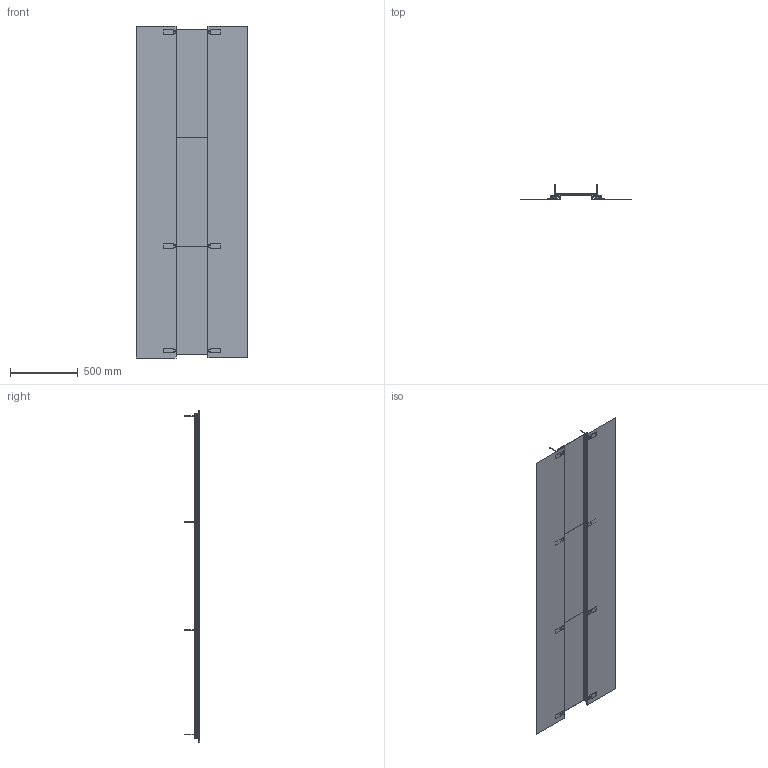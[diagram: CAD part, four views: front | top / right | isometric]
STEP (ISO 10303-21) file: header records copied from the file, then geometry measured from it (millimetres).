
FILE_DESCRIPTION (( 'STEP AP214' ), '1' );
FILE_NAME ('7424022_KSTP1.stp', '2016-08-02T11:28:24', ( '' ), ( '' ), 'SwSTEP 2.0', 'SolidWorks 2014', '' );
FILE_SCHEMA (( 'AUTOMOTIVE_DESIGN' ));
Length unit declared in the file: millimetre
Products named in the file (13): 109613_Standard; 001232_Standard; P_0000001001_1_Standard; 001131_Standard; 001701_Standard; 001134_Standard; 001135_Standard; 001133_Standard; 43422F_config_300mm; 40738A_40mm_39409468 40x240; P_43939AA_1_33076324 - 305mm; 43423F_verdrückt; 7424022_KSTP1
Assembly tree (22 placements, depth 4):
  7424022_KSTP1
    40738A_40mm_39409468 40x240  x2
      43423F_verdrückt
      P_43939AA_1_33076324 - 305mm
    43422F_config_300mm  x3
    109613_Standard  x8
      001701_Standard
        001133_Standard
        001135_Standard
        001134_Standard
      001232_Standard
        001131_Standard
        P_0000001001_1_Standard
Bounding box: 823.27 x 114.81 x 2450 mm (x, y, z)
Volume: 4532080.4 mm3; surface area: 5889763.4 mm2
Topology: 63 solids, 63 shells, 930 faces, 2236 edges, 1464 vertices
Faces by surface type: plane 584, cylinder 218, bspline 104, cone 24
Entity records: 15784 total; most frequent: CARTESIAN_POINT 8392, ORIENTED_EDGE 1006, DIRECTION 962, EDGE_CURVE 503, VECTOR 394, LINE 394, VERTEX_POINT 332, AXIS2_PLACEMENT_3D 284
